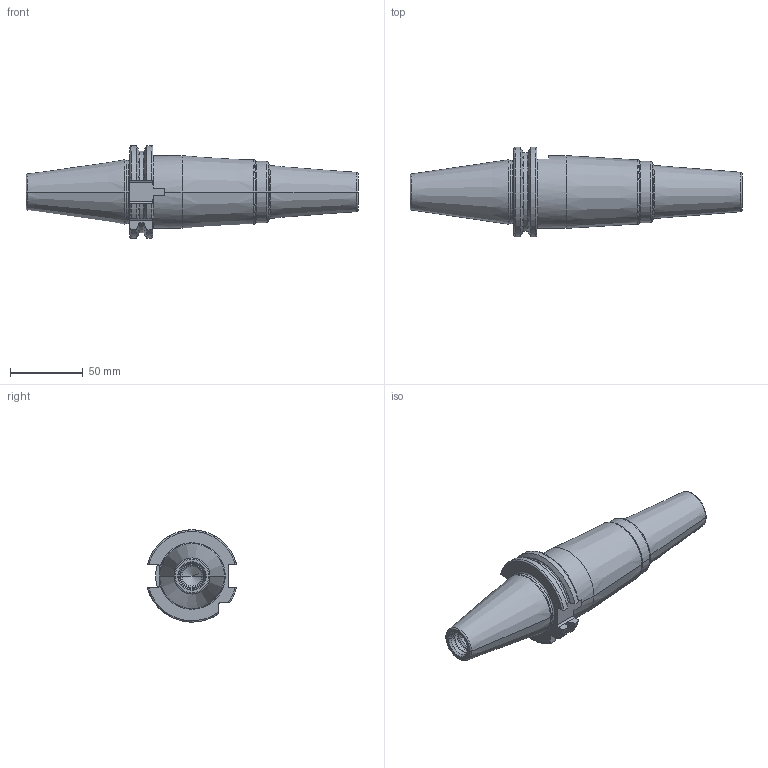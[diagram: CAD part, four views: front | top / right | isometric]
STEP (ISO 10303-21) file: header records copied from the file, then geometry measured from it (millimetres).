
FILE_DESCRIPTION((''),'2;1');
FILE_NAME('40-442-14-3','2011-08-31T',('mei'),(''),'PRO/ENGINEER BY PARAMETRIC TECHNOLOGY CORPORATION, 2010430','PRO/ENGINEER BY PARAMETRIC TECHNOLOGY CORPORATION, 2010430','');
FILE_SCHEMA(('CONFIG_CONTROL_DESIGN'));
Length unit declared in the file: millimetre
Products named in the file (1): 40-442-14-3
Bounding box: 228.25 x 61.42 x 63.51 mm (x, y, z)
Volume: 286825.4 mm3; surface area: 38809 mm2
Topology: 1 solids, 2 shells, 116 faces, 289 edges, 177 vertices
Faces by surface type: torus 36, cylinder 30, cone 26, plane 24
Entity records: 3763 total; most frequent: CARTESIAN_POINT 933, DIRECTION 623, ORIENTED_EDGE 570, EDGE_CURVE 287, AXIS2_PLACEMENT_3D 261, VERTEX_POINT 177, CIRCLE 144, EDGE_LOOP 120
